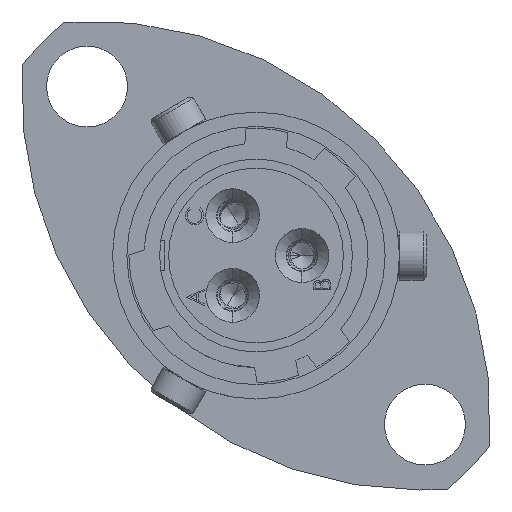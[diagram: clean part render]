
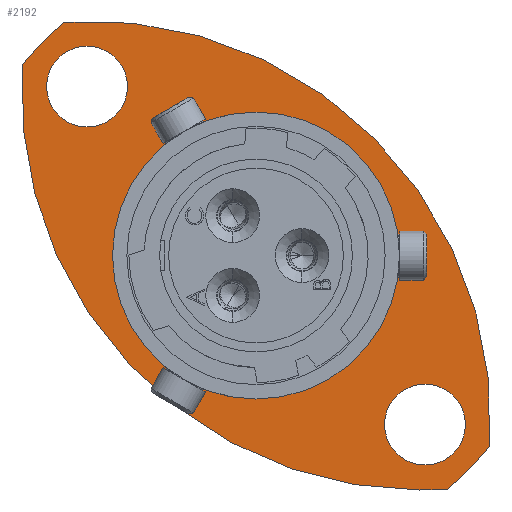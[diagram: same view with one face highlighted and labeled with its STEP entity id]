
A CAD part, left-side view. The second image highlights one B-rep face of the part: STEP entity #2192.
In plain terms, the highlighted planar face has unit normal (-1, 0, 0).
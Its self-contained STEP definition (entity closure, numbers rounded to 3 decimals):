
#214 = ORIENTED_EDGE ( 'NONE', *, *, #4702, .T. ) ;
#1198 = DIRECTION ( 'NONE',  ( 1., 0., 0. ) ) ;
#1274 = ORIENTED_EDGE ( 'NONE', *, *, #2331, .T. ) ;
#1347 = CARTESIAN_POINT ( 'NONE',  ( 11.27, 7., 8.675 ) ) ;
#1522 = DIRECTION ( 'NONE',  ( 0., 0., 1. ) ) ;
#1576 = EDGE_CURVE ( 'NONE', #27074, #31849, #16155, .T. ) ;
#1661 = VERTEX_POINT ( 'NONE', #14536 ) ;
#1722 = AXIS2_PLACEMENT_3D ( 'NONE', #3827, #29747, #19939 ) ;
#1792 = CIRCLE ( 'NONE', #23556, 16.5 ) ;
#2192 = ADVANCED_FACE ( 'NONE', ( #6014, #19317, #8872, #27350 ), #11365, .F. ) ;
#2199 = CARTESIAN_POINT ( 'NONE',  ( 11.27, 0., 5.945 ) ) ;
#2331 = EDGE_CURVE ( 'NONE', #28131, #24869, #11255, .T. ) ;
#2508 = ORIENTED_EDGE ( 'NONE', *, *, #25333, .T. ) ;
#3237 = DIRECTION ( 'NONE',  ( 1., 0., 0. ) ) ;
#3648 = DIRECTION ( 'NONE',  ( 0., 0., -1. ) ) ;
#3783 = CARTESIAN_POINT ( 'NONE',  ( 11.27, -6.788, 6.788 ) ) ;
#3827 = CARTESIAN_POINT ( 'NONE',  ( 11.27, -7., -7. ) ) ;
#3911 = CARTESIAN_POINT ( 'NONE',  ( 11.27, 0., 0. ) ) ;
#4105 = DIRECTION ( 'NONE',  ( 0., 0., -1. ) ) ;
#4135 = DIRECTION ( 'NONE',  ( 0., 0., 1. ) ) ;
#4702 = EDGE_CURVE ( 'NONE', #1661, #13461, #20302, .T. ) ;
#4791 = DIRECTION ( 'NONE',  ( 0., 0., 1. ) ) ;
#5927 = ORIENTED_EDGE ( 'NONE', *, *, #12370, .F. ) ;
#6014 = FACE_BOUND ( 'NONE', #19545, .T. ) ;
#6174 = CARTESIAN_POINT ( 'NONE',  ( 11.27, 7., 7. ) ) ;
#6755 = DIRECTION ( 'NONE',  ( -1., 0., 0. ) ) ;
#7189 = DIRECTION ( 'NONE',  ( 1., 0., 0. ) ) ;
#7849 = CARTESIAN_POINT ( 'NONE',  ( 11.27, 7., 7. ) ) ;
#7921 = ORIENTED_EDGE ( 'NONE', *, *, #24641, .T. ) ;
#7955 = AXIS2_PLACEMENT_3D ( 'NONE', #15056, #33084, #4791 ) ;
#8318 = DIRECTION ( 'NONE',  ( 1., 0., 0. ) ) ;
#8547 = VERTEX_POINT ( 'NONE', #21077 ) ;
#8872 = FACE_BOUND ( 'NONE', #11173, .T. ) ;
#9081 = CIRCLE ( 'NONE', #10838, 5.945 ) ;
#9144 = CARTESIAN_POINT ( 'NONE',  ( 11.27, -6.788, 6.788 ) ) ;
#9313 = CARTESIAN_POINT ( 'NONE',  ( 11.27, -7., -8.675 ) ) ;
#9423 = EDGE_CURVE ( 'NONE', #16483, #26191, #31261, .T. ) ;
#10172 = CARTESIAN_POINT ( 'NONE',  ( 11.27, 7., 5.325 ) ) ;
#10590 = DIRECTION ( 'NONE',  ( 0., 0., 1. ) ) ;
#10838 = AXIS2_PLACEMENT_3D ( 'NONE', #31295, #23737, #10590 ) ;
#11173 = EDGE_LOOP ( 'NONE', ( #31303, #5927 ) ) ;
#11255 = CIRCLE ( 'NONE', #7955, 12.5 ) ;
#11365 = PLANE ( 'NONE',  #31225 ) ;
#11627 = DIRECTION ( 'NONE',  ( -1., 0., 0. ) ) ;
#12370 = EDGE_CURVE ( 'NONE', #26191, #16483, #9081, .T. ) ;
#13373 = CARTESIAN_POINT ( 'NONE',  ( 11.27, -7., -7. ) ) ;
#13461 = VERTEX_POINT ( 'NONE', #31756 ) ;
#13687 = EDGE_LOOP ( 'NONE', ( #29562, #2508 ) ) ;
#13979 = DIRECTION ( 'NONE',  ( 0., 0., -1. ) ) ;
#14032 = DIRECTION ( 'NONE',  ( 1., 0., 0. ) ) ;
#14096 = DIRECTION ( 'NONE',  ( 0., 0., -1. ) ) ;
#14289 = DIRECTION ( 'NONE',  ( 1., 0., 0. ) ) ;
#14514 = AXIS2_PLACEMENT_3D ( 'NONE', #3911, #11627, #4135 ) ;
#14536 = CARTESIAN_POINT ( 'NONE',  ( 11.27, 7.917, 9.673 ) ) ;
#15056 = CARTESIAN_POINT ( 'NONE',  ( 11.27, 0., 0. ) ) ;
#15092 = VERTEX_POINT ( 'NONE', #9313 ) ;
#15656 = CARTESIAN_POINT ( 'NONE',  ( 11.27, -9.673, -7.917 ) ) ;
#16155 = CIRCLE ( 'NONE', #18680, 1.675 ) ;
#16483 = VERTEX_POINT ( 'NONE', #2199 ) ;
#16979 = CARTESIAN_POINT ( 'NONE',  ( 11.27, 0., 0. ) ) ;
#18416 = DIRECTION ( 'NONE',  ( 0., 0., -1. ) ) ;
#18680 = AXIS2_PLACEMENT_3D ( 'NONE', #7849, #14032, #21594 ) ;
#18923 = AXIS2_PLACEMENT_3D ( 'NONE', #6174, #19223, #3648 ) ;
#19223 = DIRECTION ( 'NONE',  ( 1., 0., 0. ) ) ;
#19317 = FACE_BOUND ( 'NONE', #13687, .T. ) ;
#19545 = EDGE_LOOP ( 'NONE', ( #22540, #7921 ) ) ;
#19787 = EDGE_CURVE ( 'NONE', #15092, #27878, #25388, .T. ) ;
#19939 = DIRECTION ( 'NONE',  ( 0., 0., -1. ) ) ;
#19945 = EDGE_CURVE ( 'NONE', #8547, #13461, #27388, .T. ) ;
#20302 = CIRCLE ( 'NONE', #14514, 12.5 ) ;
#20500 = EDGE_CURVE ( 'NONE', #28131, #8547, #26483, .T. ) ;
#20763 = EDGE_LOOP ( 'NONE', ( #26474, #214, #32207, #22241, #1274 ) ) ;
#21020 = AXIS2_PLACEMENT_3D ( 'NONE', #3783, #7189, #27923 ) ;
#21077 = CARTESIAN_POINT ( 'NONE',  ( 11.27, -6.788, -9.712 ) ) ;
#21594 = DIRECTION ( 'NONE',  ( 0., 0., -1. ) ) ;
#22241 = ORIENTED_EDGE ( 'NONE', *, *, #20500, .F. ) ;
#22540 = ORIENTED_EDGE ( 'NONE', *, *, #19787, .T. ) ;
#23369 = AXIS2_PLACEMENT_3D ( 'NONE', #16979, #6755, #1522 ) ;
#23556 = AXIS2_PLACEMENT_3D ( 'NONE', #24210, #3237, #13979 ) ;
#23737 = DIRECTION ( 'NONE',  ( -1., 0., 0. ) ) ;
#24210 = CARTESIAN_POINT ( 'NONE',  ( 11.27, 6.788, -6.788 ) ) ;
#24308 = AXIS2_PLACEMENT_3D ( 'NONE', #9144, #1198, #14096 ) ;
#24583 = CARTESIAN_POINT ( 'NONE',  ( 11.27, -7., -5.325 ) ) ;
#24641 = EDGE_CURVE ( 'NONE', #27878, #15092, #29859, .T. ) ;
#24869 = VERTEX_POINT ( 'NONE', #15656 ) ;
#24940 = EDGE_CURVE ( 'NONE', #1661, #24869, #1792, .T. ) ;
#25333 = EDGE_CURVE ( 'NONE', #31849, #27074, #31222, .T. ) ;
#25388 = CIRCLE ( 'NONE', #30320, 1.675 ) ;
#26191 = VERTEX_POINT ( 'NONE', #32032 ) ;
#26474 = ORIENTED_EDGE ( 'NONE', *, *, #24940, .F. ) ;
#26483 = CIRCLE ( 'NONE', #24308, 16.5 ) ;
#27074 = VERTEX_POINT ( 'NONE', #10172 ) ;
#27350 = FACE_OUTER_BOUND ( 'NONE', #20763, .T. ) ;
#27388 = CIRCLE ( 'NONE', #21020, 16.5 ) ;
#27878 = VERTEX_POINT ( 'NONE', #24583 ) ;
#27923 = DIRECTION ( 'NONE',  ( 0., 0., -1. ) ) ;
#28131 = VERTEX_POINT ( 'NONE', #29068 ) ;
#29068 = CARTESIAN_POINT ( 'NONE',  ( 11.27, -7.917, -9.673 ) ) ;
#29562 = ORIENTED_EDGE ( 'NONE', *, *, #1576, .T. ) ;
#29695 = CARTESIAN_POINT ( 'NONE',  ( 11.27, 5.945, 0. ) ) ;
#29747 = DIRECTION ( 'NONE',  ( 1., 0., 0. ) ) ;
#29859 = CIRCLE ( 'NONE', #1722, 1.675 ) ;
#30320 = AXIS2_PLACEMENT_3D ( 'NONE', #13373, #8318, #18416 ) ;
#31222 = CIRCLE ( 'NONE', #18923, 1.675 ) ;
#31225 = AXIS2_PLACEMENT_3D ( 'NONE', #29695, #14289, #4105 ) ;
#31261 = CIRCLE ( 'NONE', #23369, 5.945 ) ;
#31295 = CARTESIAN_POINT ( 'NONE',  ( 11.27, 0., 0. ) ) ;
#31303 = ORIENTED_EDGE ( 'NONE', *, *, #9423, .F. ) ;
#31756 = CARTESIAN_POINT ( 'NONE',  ( 11.27, 9.673, 7.917 ) ) ;
#31849 = VERTEX_POINT ( 'NONE', #1347 ) ;
#32032 = CARTESIAN_POINT ( 'NONE',  ( 11.27, 0., -5.945 ) ) ;
#32207 = ORIENTED_EDGE ( 'NONE', *, *, #19945, .F. ) ;
#33084 = DIRECTION ( 'NONE',  ( -1., 0., 0. ) ) ;
